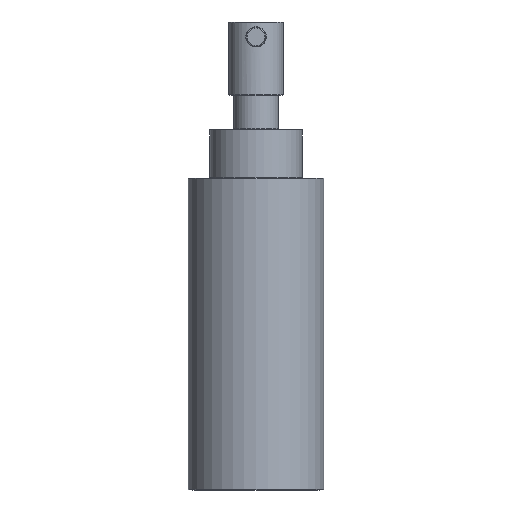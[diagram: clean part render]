
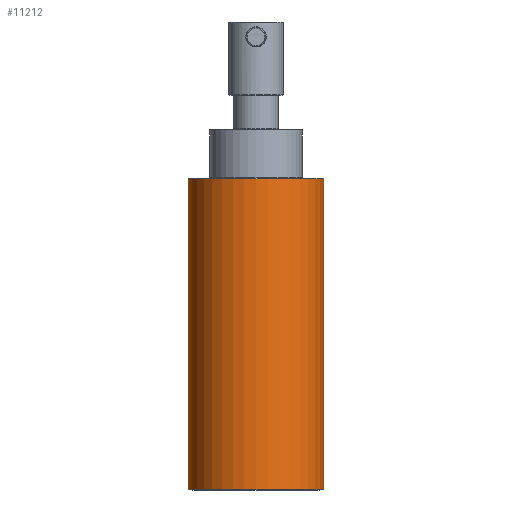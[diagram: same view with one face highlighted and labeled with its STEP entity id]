
A CAD part, front view. The second image highlights one B-rep face of the part: STEP entity #11212.
In plain terms, the highlighted cylindrical face has radius 25 mm (diameter 50 mm), a full revolution.
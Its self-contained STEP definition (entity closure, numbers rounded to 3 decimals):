
#1271=B_SPLINE_CURVE_WITH_KNOTS('',3,(#16154,#16155,#16156,#16157,#16158,
#16159,#16160,#16161,#16162,#16163,#16164,#16165,#16166,#16167,#16168,#16169,
#16170,#16171,#16172),.UNSPECIFIED.,.T.,.F.,(1,1,1,1,1,1,1,1,1,1,1,1,1,
1,1,1,1,1,1,1,1,1,1),(-0.191,-0.128,-0.066,
0.,0.059,0.122,0.184,0.247,0.309,0.372,
0.434,0.497,0.559,0.622,
0.684,0.747,0.809,0.872,
0.934,1.,1.059,1.122,1.184),.UNSPECIFIED.);
#1475=CYLINDRICAL_SURFACE('',#11941,25.);
#1773=ORIENTED_EDGE('',*,*,#3909,.T.);
#1774=ORIENTED_EDGE('',*,*,#3910,.T.);
#1775=ORIENTED_EDGE('',*,*,#3911,.T.);
#3909=EDGE_CURVE('',#5008,#5008,#1271,.T.);
#3910=EDGE_CURVE('',#5009,#5009,#5750,.T.);
#3911=EDGE_CURVE('',#5010,#5010,#5751,.F.);
#5008=VERTEX_POINT('',#16173);
#5009=VERTEX_POINT('',#16175);
#5010=VERTEX_POINT('',#16177);
#5750=CIRCLE('',#11942,25.);
#5751=CIRCLE('',#11943,25.);
#6262=EDGE_LOOP('',(#1773));
#6263=EDGE_LOOP('',(#1774));
#6264=EDGE_LOOP('',(#1775));
#7034=FACE_BOUND('',#6262,.T.);
#7035=FACE_BOUND('',#6263,.T.);
#7036=FACE_BOUND('',#6264,.T.);
#11212=ADVANCED_FACE('',(#7034,#7035,#7036),#1475,.T.);
#11941=AXIS2_PLACEMENT_3D('',#16153,#13184,#13185);
#11942=AXIS2_PLACEMENT_3D('',#16174,#13186,#13187);
#11943=AXIS2_PLACEMENT_3D('',#16176,#13188,#13189);
#13184=DIRECTION('',(0.,0.,1.));
#13185=DIRECTION('',(1.,0.,0.));
#13186=DIRECTION('',(0.,0.,1.));
#13187=DIRECTION('',(1.,0.,0.));
#13188=DIRECTION('',(0.,0.,1.));
#13189=DIRECTION('',(1.,0.,0.));
#16153=CARTESIAN_POINT('',(0.,0.,0.));
#16154=CARTESIAN_POINT('',(1.363,24.974,83.154));
#16155=CARTESIAN_POINT('',(0.044,25.012,83.44));
#16156=CARTESIAN_POINT('',(-1.267,24.978,83.184));
#16157=CARTESIAN_POINT('',(-2.383,24.892,82.479));
#16158=CARTESIAN_POINT('',(-3.139,24.804,81.382));
#16159=CARTESIAN_POINT('',(-3.438,24.762,80.069));
#16160=CARTESIAN_POINT('',(-3.196,24.796,78.755));
#16161=CARTESIAN_POINT('',(-2.481,24.882,77.618));
#16162=CARTESIAN_POINT('',(-1.382,24.972,76.859));
#16163=CARTESIAN_POINT('',(-0.069,25.012,76.56));
#16164=CARTESIAN_POINT('',(1.246,24.98,76.803));
#16165=CARTESIAN_POINT('',(2.383,24.892,77.52));
#16166=CARTESIAN_POINT('',(3.139,24.804,78.618));
#16167=CARTESIAN_POINT('',(3.438,24.762,79.931));
#16168=CARTESIAN_POINT('',(3.196,24.796,81.246));
#16169=CARTESIAN_POINT('',(2.481,24.882,82.382));
#16170=CARTESIAN_POINT('',(1.363,24.974,83.154));
#16171=CARTESIAN_POINT('',(0.044,25.012,83.44));
#16172=CARTESIAN_POINT('',(-1.267,24.978,83.184));
#16173=CARTESIAN_POINT('',(0.,25.,83.35));
#16174=CARTESIAN_POINT('',(0.,0.,0.2));
#16175=CARTESIAN_POINT('',(25.,0.,0.2));
#16176=CARTESIAN_POINT('',(0.,0.,114.8));
#16177=CARTESIAN_POINT('',(25.,0.,114.8));
